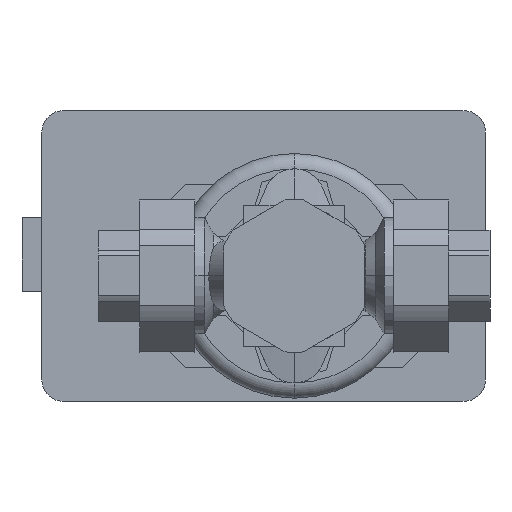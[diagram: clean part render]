
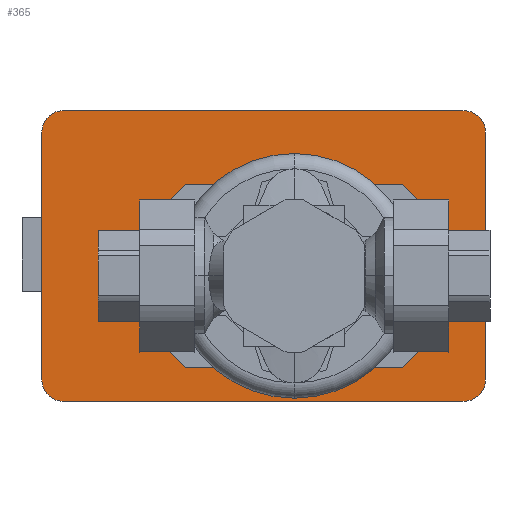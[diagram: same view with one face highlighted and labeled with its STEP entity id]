
A CAD part, front view. The second image highlights one B-rep face of the part: STEP entity #365.
In plain terms, the highlighted planar face has unit normal (0, -1, 0).
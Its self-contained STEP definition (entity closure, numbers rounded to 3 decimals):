
#365 = ADVANCED_FACE( '', ( #926, #927 ), #928, .F. );
#926 = FACE_OUTER_BOUND( '', #1547, .T. );
#927 = FACE_BOUND( '', #1548, .T. );
#928 = PLANE( '', #1549 );
#1547 = EDGE_LOOP( '', ( #3588, #3589, #3590, #3591, #3592, #3593, #3594, #3595 ) );
#1548 = EDGE_LOOP( '', ( #3596, #3597, #3598, #3599, #3600, #3601, #3602, #3603 ) );
#1549 = AXIS2_PLACEMENT_3D( '', #3604, #3605, #3606 );
#3588 = ORIENTED_EDGE( '', *, *, #4737, .F. );
#3589 = ORIENTED_EDGE( '', *, *, #4738, .F. );
#3590 = ORIENTED_EDGE( '', *, *, #4739, .F. );
#3591 = ORIENTED_EDGE( '', *, *, #4740, .F. );
#3592 = ORIENTED_EDGE( '', *, *, #4741, .F. );
#3593 = ORIENTED_EDGE( '', *, *, #4742, .F. );
#3594 = ORIENTED_EDGE( '', *, *, #4743, .F. );
#3595 = ORIENTED_EDGE( '', *, *, #4744, .F. );
#3596 = ORIENTED_EDGE( '', *, *, #4745, .T. );
#3597 = ORIENTED_EDGE( '', *, *, #4746, .T. );
#3598 = ORIENTED_EDGE( '', *, *, #4747, .T. );
#3599 = ORIENTED_EDGE( '', *, *, #4748, .T. );
#3600 = ORIENTED_EDGE( '', *, *, #4749, .T. );
#3601 = ORIENTED_EDGE( '', *, *, #4750, .T. );
#3602 = ORIENTED_EDGE( '', *, *, #4751, .T. );
#3603 = ORIENTED_EDGE( '', *, *, #4752, .T. );
#3604 = CARTESIAN_POINT( '', ( 64., 213., 0. ) );
#3605 = DIRECTION( '', ( 0., 1., 0. ) );
#3606 = DIRECTION( '', ( 0., 0., 1. ) );
#4737 = EDGE_CURVE( '', #5926, #5927, #5928, .T. );
#4738 = EDGE_CURVE( '', #5929, #5926, #5930, .T. );
#4739 = EDGE_CURVE( '', #5931, #5929, #5932, .T. );
#4740 = EDGE_CURVE( '', #5933, #5931, #5934, .T. );
#4741 = EDGE_CURVE( '', #5935, #5933, #5936, .T. );
#4742 = EDGE_CURVE( '', #5937, #5935, #5938, .T. );
#4743 = EDGE_CURVE( '', #5939, #5937, #5940, .T. );
#4744 = EDGE_CURVE( '', #5927, #5939, #5941, .T. );
#4745 = EDGE_CURVE( '', #5942, #5943, #5944, .T. );
#4746 = EDGE_CURVE( '', #5943, #5945, #5946, .T. );
#4747 = EDGE_CURVE( '', #5945, #5947, #5948, .T. );
#4748 = EDGE_CURVE( '', #5947, #5949, #5950, .T. );
#4749 = EDGE_CURVE( '', #5949, #5951, #5952, .T. );
#4750 = EDGE_CURVE( '', #5951, #5953, #5954, .T. );
#4751 = EDGE_CURVE( '', #5953, #5955, #5956, .T. );
#4752 = EDGE_CURVE( '', #5955, #5942, #5957, .T. );
#5926 = VERTEX_POINT( '', #8255 );
#5927 = VERTEX_POINT( '', #8256 );
#5928 = CIRCLE( '', #8257, 7. );
#5929 = VERTEX_POINT( '', #8258 );
#5930 = LINE( '', #8259, #8260 );
#5931 = VERTEX_POINT( '', #8261 );
#5932 = CIRCLE( '', #8262, 7. );
#5933 = VERTEX_POINT( '', #8263 );
#5934 = LINE( '', #8264, #8265 );
#5935 = VERTEX_POINT( '', #8266 );
#5936 = CIRCLE( '', #8267, 7. );
#5937 = VERTEX_POINT( '', #8268 );
#5938 = LINE( '', #8269, #8270 );
#5939 = VERTEX_POINT( '', #8271 );
#5940 = CIRCLE( '', #8272, 7. );
#5941 = LINE( '', #8273, #8274 );
#5942 = VERTEX_POINT( '', #8275 );
#5943 = VERTEX_POINT( '', #8276 );
#5944 = LINE( '', #8277, #8278 );
#5945 = VERTEX_POINT( '', #8279 );
#5946 = LINE( '', #8280, #8281 );
#5947 = VERTEX_POINT( '', #8282 );
#5948 = LINE( '', #8283, #8284 );
#5949 = VERTEX_POINT( '', #8285 );
#5950 = LINE( '', #8286, #8287 );
#5951 = VERTEX_POINT( '', #8288 );
#5952 = LINE( '', #8289, #8290 );
#5953 = VERTEX_POINT( '', #8291 );
#5954 = LINE( '', #8292, #8293 );
#5955 = VERTEX_POINT( '', #8294 );
#5956 = LINE( '', #8295, #8296 );
#5957 = LINE( '', #8297, #8298 );
#8255 = CARTESIAN_POINT( '', ( -18.5, 213., 47. ) );
#8256 = CARTESIAN_POINT( '', ( -11.5, 213., 54. ) );
#8257 = AXIS2_PLACEMENT_3D( '', #9612, #9613, #9614 );
#8258 = CARTESIAN_POINT( '', ( -18.5, 213., -34. ) );
#8259 = CARTESIAN_POINT( '', ( -18.5, 213., -34. ) );
#8260 = VECTOR( '', #9615, 1. );
#8261 = CARTESIAN_POINT( '', ( -11.5, 213., -41. ) );
#8262 = AXIS2_PLACEMENT_3D( '', #9616, #9617, #9618 );
#8263 = CARTESIAN_POINT( '', ( 119.5, 213., -41. ) );
#8264 = CARTESIAN_POINT( '', ( 119.5, 213., -41. ) );
#8265 = VECTOR( '', #9619, 1. );
#8266 = CARTESIAN_POINT( '', ( 126.5, 213., -34. ) );
#8267 = AXIS2_PLACEMENT_3D( '', #9620, #9621, #9622 );
#8268 = CARTESIAN_POINT( '', ( 126.5, 213., 47. ) );
#8269 = CARTESIAN_POINT( '', ( 126.5, 213., 47. ) );
#8270 = VECTOR( '', #9623, 1. );
#8271 = CARTESIAN_POINT( '', ( 119.5, 213., 54. ) );
#8272 = AXIS2_PLACEMENT_3D( '', #9624, #9625, #9626 );
#8273 = CARTESIAN_POINT( '', ( -11.5, 213., 54. ) );
#8274 = VECTOR( '', #9627, 1. );
#8275 = CARTESIAN_POINT( '', ( 28.5, 213., 30. ) );
#8276 = CARTESIAN_POINT( '', ( 99.5, 213., 30. ) );
#8277 = CARTESIAN_POINT( '', ( 28.5, 213., 30. ) );
#8278 = VECTOR( '', #9628, 1. );
#8279 = CARTESIAN_POINT( '', ( 116.5, 213., 13. ) );
#8280 = CARTESIAN_POINT( '', ( 99.5, 213., 30. ) );
#8281 = VECTOR( '', #9629, 1. );
#8282 = CARTESIAN_POINT( '', ( 116.5, 213., -13. ) );
#8283 = CARTESIAN_POINT( '', ( 116.5, 213., 13. ) );
#8284 = VECTOR( '', #9630, 1. );
#8285 = CARTESIAN_POINT( '', ( 99.5, 213., -30. ) );
#8286 = CARTESIAN_POINT( '', ( 116.5, 213., -13. ) );
#8287 = VECTOR( '', #9631, 1. );
#8288 = CARTESIAN_POINT( '', ( 28.5, 213., -30. ) );
#8289 = CARTESIAN_POINT( '', ( 99.5, 213., -30. ) );
#8290 = VECTOR( '', #9632, 1. );
#8291 = CARTESIAN_POINT( '', ( 11.5, 213., -13. ) );
#8292 = CARTESIAN_POINT( '', ( 28.5, 213., -30. ) );
#8293 = VECTOR( '', #9633, 1. );
#8294 = CARTESIAN_POINT( '', ( 11.5, 213., 13. ) );
#8295 = CARTESIAN_POINT( '', ( 11.5, 213., -13. ) );
#8296 = VECTOR( '', #9634, 1. );
#8297 = CARTESIAN_POINT( '', ( 11.5, 213., 13. ) );
#8298 = VECTOR( '', #9635, 1. );
#9612 = CARTESIAN_POINT( '', ( -11.5, 213., 47. ) );
#9613 = DIRECTION( '', ( 0., 1., 0. ) );
#9614 = DIRECTION( '', ( -1., 0., 0. ) );
#9615 = DIRECTION( '', ( 0., 0., 1. ) );
#9616 = CARTESIAN_POINT( '', ( -11.5, 213., -34. ) );
#9617 = DIRECTION( '', ( 0., 1., 0. ) );
#9618 = DIRECTION( '', ( 0., 0., -1. ) );
#9619 = DIRECTION( '', ( -1., 0., 0. ) );
#9620 = CARTESIAN_POINT( '', ( 119.5, 213., -34. ) );
#9621 = DIRECTION( '', ( 0., 1., 0. ) );
#9622 = DIRECTION( '', ( 1., 0., 0. ) );
#9623 = DIRECTION( '', ( 0., 0., -1. ) );
#9624 = CARTESIAN_POINT( '', ( 119.5, 213., 47. ) );
#9625 = DIRECTION( '', ( 0., 1., 0. ) );
#9626 = DIRECTION( '', ( 0., 0., 1. ) );
#9627 = DIRECTION( '', ( 1., 0., 0. ) );
#9628 = DIRECTION( '', ( 1., 0., 0. ) );
#9629 = DIRECTION( '', ( 0.707, 0., -0.707 ) );
#9630 = DIRECTION( '', ( 0., 0., -1. ) );
#9631 = DIRECTION( '', ( -0.707, 0., -0.707 ) );
#9632 = DIRECTION( '', ( -1., 0., 0. ) );
#9633 = DIRECTION( '', ( -0.707, 0., 0.707 ) );
#9634 = DIRECTION( '', ( 0., 0., 1. ) );
#9635 = DIRECTION( '', ( 0.707, 0., 0.707 ) );
